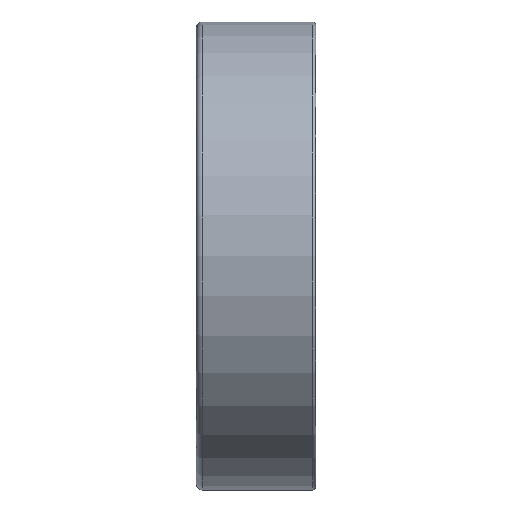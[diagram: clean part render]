
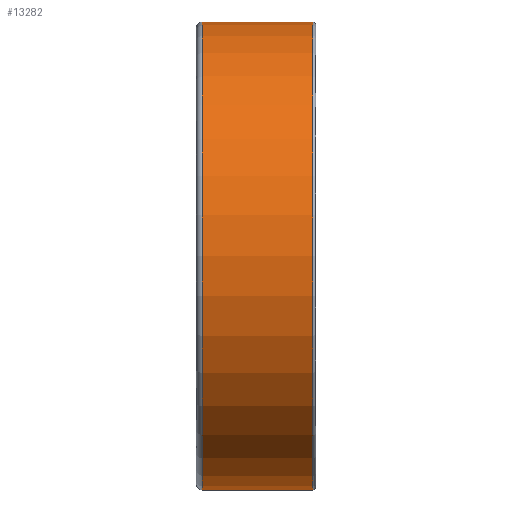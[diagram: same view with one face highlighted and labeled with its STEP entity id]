
A CAD part, top view. The second image highlights one B-rep face of the part: STEP entity #13282.
In plain terms, the highlighted cylindrical face has radius 23.5 mm (diameter 47 mm), a partial arc.
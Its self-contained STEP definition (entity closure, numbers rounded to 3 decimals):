
#3347=CARTESIAN_POINT('',(-5.4,0.,0.));
#3348=DIRECTION('',(1.,0.,0.));
#3349=DIRECTION('',(0.,1.,0.));
#3350=AXIS2_PLACEMENT_3D('',#3347,#3348,#3349);
#3355=CARTESIAN_POINT('',(5.7,0.,0.));
#3356=DIRECTION('',(1.,0.,0.));
#3357=DIRECTION('',(0.,1.,0.));
#3358=AXIS2_PLACEMENT_3D('',#3355,#3356,#3357);
#3371=DIRECTION('',(-1.,0.,0.));
#3372=VECTOR('',#3371,11.1);
#3373=CARTESIAN_POINT('',(5.7,-23.5,0.));
#3374=LINE('',#3373,#3372);
#3386=DIRECTION('',(-1.,0.,0.));
#3387=VECTOR('',#3386,11.1);
#3388=CARTESIAN_POINT('',(5.7,23.5,0.));
#3389=LINE('',#3388,#3387);
#10270=CARTESIAN_POINT('',(-5.4,23.5,0.));
#10271=CARTESIAN_POINT('',(-5.4,-23.5,0.));
#10272=VERTEX_POINT('',#10270);
#10273=VERTEX_POINT('',#10271);
#10274=CARTESIAN_POINT('',(5.7,23.5,0.));
#10275=CARTESIAN_POINT('',(5.7,-23.5,0.));
#10276=VERTEX_POINT('',#10274);
#10277=VERTEX_POINT('',#10275);
#13268=CARTESIAN_POINT('',(-6.6,0.,0.));
#13269=DIRECTION('',(1.,0.,0.));
#13270=DIRECTION('',(0.,-1.,0.));
#13271=AXIS2_PLACEMENT_3D('',#13268,#13269,#13270);
#13272=CYLINDRICAL_SURFACE('',#13271,23.5);
#13273=ORIENTED_EDGE('',*,*,#13258,.F.);
#13275=ORIENTED_EDGE('',*,*,#13274,.F.);
#13277=ORIENTED_EDGE('',*,*,#13276,.T.);
#13279=ORIENTED_EDGE('',*,*,#13278,.T.);
#13280=EDGE_LOOP('',(#13273,#13275,#13277,#13279));
#13281=FACE_OUTER_BOUND('',#13280,.F.);
#3351=CIRCLE('',#3350,23.5);
#3359=CIRCLE('',#3358,23.5);
#13258=EDGE_CURVE('',#10272,#10273,#3351,.T.);
#13274=EDGE_CURVE('',#10276,#10272,#3389,.T.);
#13276=EDGE_CURVE('',#10276,#10277,#3359,.T.);
#13278=EDGE_CURVE('',#10277,#10273,#3374,.T.);
#13282=ADVANCED_FACE('',(#13281),#13272,.T.);
